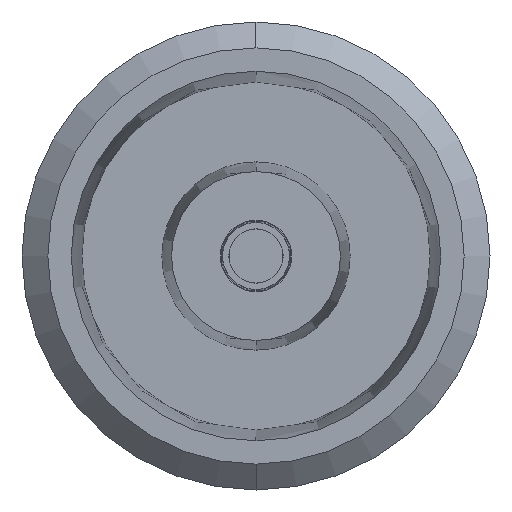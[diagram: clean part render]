
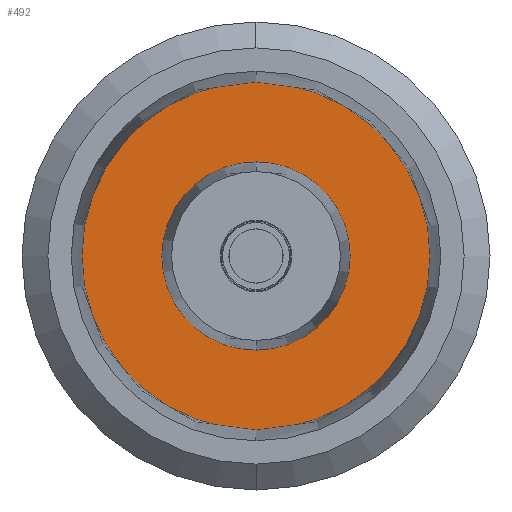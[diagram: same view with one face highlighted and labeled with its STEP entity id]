
A CAD part, left-side view. The second image highlights one B-rep face of the part: STEP entity #492.
In plain terms, the highlighted planar face has unit normal (-1, 0, 0).
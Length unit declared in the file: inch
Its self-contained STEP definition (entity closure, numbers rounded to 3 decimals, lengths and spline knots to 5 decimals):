
#18 = CARTESIAN_POINT ( 'NONE',  ( 0.52097, 0., 0.14994 ) ) ;
#61 = VERTEX_POINT ( 'NONE', #1908 ) ;
#82 = PLANE ( 'NONE',  #2302 ) ;
#154 = AXIS2_PLACEMENT_3D ( 'NONE', #588, #3119, #1396 ) ;
#178 = CIRCLE ( 'NONE', #455, 0.14994 ) ;
#308 = VERTEX_POINT ( 'NONE', #18 ) ;
#371 = CIRCLE ( 'NONE', #154, 0.27727 ) ;
#455 = AXIS2_PLACEMENT_3D ( 'NONE', #1472, #2482, #977 ) ;
#492 = ADVANCED_FACE ( 'NONE', ( #1360, #2359 ), #82, .T. ) ;
#493 = CARTESIAN_POINT ( 'NONE',  ( 0.52097, 0., 0. ) ) ;
#520 = ORIENTED_EDGE ( 'NONE', *, *, #2368, .T. ) ;
#568 = ORIENTED_EDGE ( 'NONE', *, *, #3102, .T. ) ;
#588 = CARTESIAN_POINT ( 'NONE',  ( 0.52097, 0., 0. ) ) ;
#828 = AXIS2_PLACEMENT_3D ( 'NONE', #1273, #2025, #1234 ) ;
#876 = ORIENTED_EDGE ( 'NONE', *, *, #963, .F. ) ;
#963 = EDGE_CURVE ( 'NONE', #61, #1062, #371, .T. ) ;
#977 = DIRECTION ( 'NONE',  ( 0., 0., -1. ) ) ;
#1062 = VERTEX_POINT ( 'NONE', #2897 ) ;
#1118 = CARTESIAN_POINT ( 'NONE',  ( 0.52097, 0., -0.27727 ) ) ;
#1234 = DIRECTION ( 'NONE',  ( 0., 0., -1. ) ) ;
#1267 = CARTESIAN_POINT ( 'NONE',  ( 0.52097, 0., -0.14994 ) ) ;
#1273 = CARTESIAN_POINT ( 'NONE',  ( 0.52097, 0., 0. ) ) ;
#1360 = FACE_BOUND ( 'NONE', #2103, .T. ) ;
#1396 = DIRECTION ( 'NONE',  ( 0., 0., -1. ) ) ;
#1472 = CARTESIAN_POINT ( 'NONE',  ( 0.52097, 0., 0. ) ) ;
#1475 = DIRECTION ( 'NONE',  ( 0., 0., 1. ) ) ;
#1709 = EDGE_CURVE ( 'NONE', #1062, #61, #2661, .T. ) ;
#1908 = CARTESIAN_POINT ( 'NONE',  ( 0.52097, 0., -0.27727 ) ) ;
#2017 = DIRECTION ( 'NONE',  ( 1., 0., 0. ) ) ;
#2025 = DIRECTION ( 'NONE',  ( 1., 0., 0. ) ) ;
#2103 = EDGE_LOOP ( 'NONE', ( #520, #568 ) ) ;
#2302 = AXIS2_PLACEMENT_3D ( 'NONE', #1118, #2407, #1475 ) ;
#2359 = FACE_OUTER_BOUND ( 'NONE', #2874, .T. ) ;
#2368 = EDGE_CURVE ( 'NONE', #2863, #308, #2612, .T. ) ;
#2407 = DIRECTION ( 'NONE',  ( -1., 0., 0. ) ) ;
#2482 = DIRECTION ( 'NONE',  ( 1., 0., 0. ) ) ;
#2545 = DIRECTION ( 'NONE',  ( 0., 0., -1. ) ) ;
#2612 = CIRCLE ( 'NONE', #828, 0.14994 ) ;
#2661 = CIRCLE ( 'NONE', #3086, 0.27727 ) ;
#2863 = VERTEX_POINT ( 'NONE', #1267 ) ;
#2874 = EDGE_LOOP ( 'NONE', ( #3192, #876 ) ) ;
#2897 = CARTESIAN_POINT ( 'NONE',  ( 0.52097, 0., 0.27727 ) ) ;
#3086 = AXIS2_PLACEMENT_3D ( 'NONE', #493, #2017, #2545 ) ;
#3102 = EDGE_CURVE ( 'NONE', #308, #2863, #178, .T. ) ;
#3119 = DIRECTION ( 'NONE',  ( 1., 0., 0. ) ) ;
#3192 = ORIENTED_EDGE ( 'NONE', *, *, #1709, .F. ) ;
